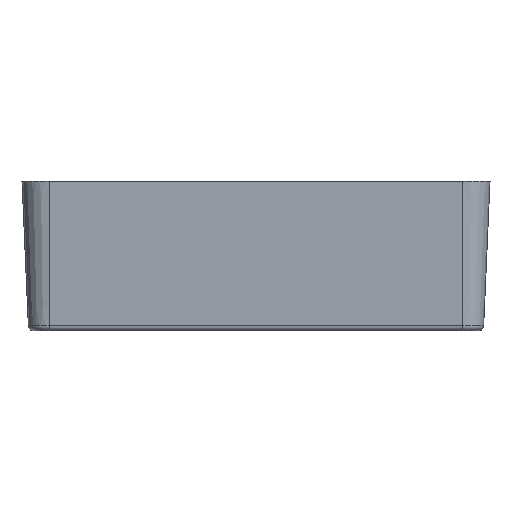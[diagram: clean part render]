
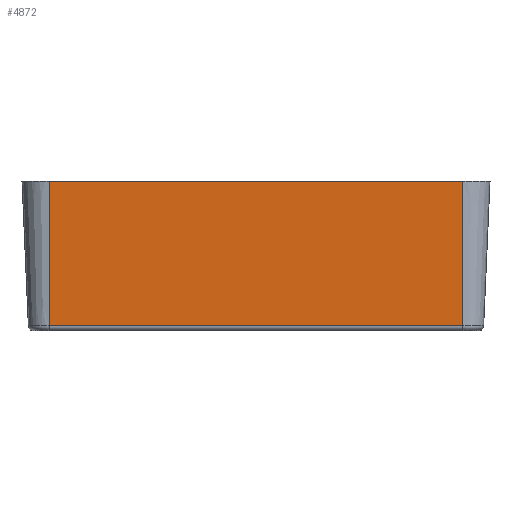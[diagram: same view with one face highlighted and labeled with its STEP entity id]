
A CAD part, left-side view. The second image highlights one B-rep face of the part: STEP entity #4872.
In plain terms, the highlighted planar face has unit normal (-0.999, 0, -0.044).
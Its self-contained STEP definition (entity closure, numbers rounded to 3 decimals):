
#424=PLANE('',#5173);
#885=LINE('',#8776,#1341);
#888=LINE('',#8783,#1344);
#894=LINE('',#8799,#1350);
#895=LINE('',#8800,#1351);
#1341=VECTOR('',#6174,83.);
#1344=VECTOR('',#6181,29.071);
#1350=VECTOR('',#6199,83.);
#1351=VECTOR('',#6200,29.071);
#1659=FACE_OUTER_BOUND('',#1962,.T.);
#1962=EDGE_LOOP('',(#4540,#4541,#4542,#4543));
#2492=VERTEX_POINT('',#8764);
#2495=VERTEX_POINT('',#8771);
#2497=VERTEX_POINT('',#8781);
#2501=VERTEX_POINT('',#8798);
#3182=EDGE_CURVE('',#2492,#2495,#885,.T.);
#3186=EDGE_CURVE('',#2497,#2492,#888,.T.);
#3193=EDGE_CURVE('',#2501,#2497,#894,.T.);
#3194=EDGE_CURVE('',#2501,#2495,#895,.T.);
#4540=ORIENTED_EDGE('',*,*,#3182,.F.);
#4541=ORIENTED_EDGE('',*,*,#3186,.F.);
#4542=ORIENTED_EDGE('',*,*,#3193,.F.);
#4543=ORIENTED_EDGE('',*,*,#3194,.T.);
#4872=ADVANCED_FACE('',(#1659),#424,.T.);
#5173=AXIS2_PLACEMENT_3D('',#8797,#6197,#6198);
#6174=DIRECTION('',(0.,1.,0.));
#6181=DIRECTION('',(0.044,0.,-0.999));
#6197=DIRECTION('center_axis',(-0.999,0.,-0.044));
#6198=DIRECTION('ref_axis',(0.,1.,0.));
#6199=DIRECTION('',(0.,-1.,0.));
#6200=DIRECTION('',(0.044,0.,-0.999));
#8764=CARTESIAN_POINT('',(-58.482,-41.5,-29.044));
#8771=CARTESIAN_POINT('',(-58.482,41.5,-29.044));
#8776=CARTESIAN_POINT('',(-58.482,20.75,-29.044));
#8781=CARTESIAN_POINT('',(-59.75,-41.5,0.));
#8783=CARTESIAN_POINT('',(-59.75,-41.5,0.));
#8797=CARTESIAN_POINT('Origin',(-59.75,41.5,0.));
#8798=CARTESIAN_POINT('',(-59.75,41.5,0.));
#8799=CARTESIAN_POINT('',(-59.75,41.5,0.));
#8800=CARTESIAN_POINT('',(-59.75,41.5,0.));
